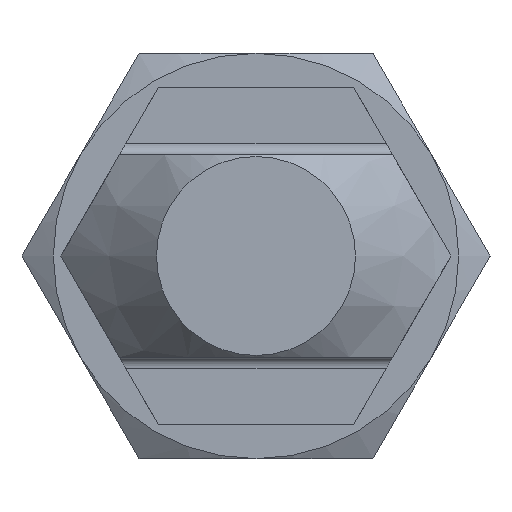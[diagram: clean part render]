
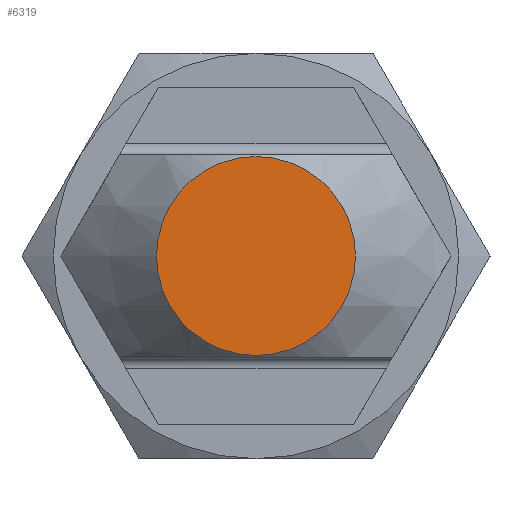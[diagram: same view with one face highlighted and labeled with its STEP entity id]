
A CAD part, left-side view. The second image highlights one B-rep face of the part: STEP entity #6319.
In plain terms, the highlighted face is planar.
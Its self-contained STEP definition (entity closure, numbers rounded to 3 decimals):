
#882 = FACE_OUTER_BOUND ( 'NONE', #2509, .T. ) ;
#1582 = DIRECTION ( 'NONE',  ( 1., 0., 0. ) ) ;
#1663 = DIRECTION ( 'NONE',  ( 0., 0., -1. ) ) ;
#1797 = DIRECTION ( 'NONE',  ( 0., 0., 1. ) ) ;
#1925 = AXIS2_PLACEMENT_3D ( 'NONE', #2321, #5507, #1797 ) ;
#2321 = CARTESIAN_POINT ( 'NONE',  ( 6.985, 0., 0. ) ) ;
#2509 = EDGE_LOOP ( 'NONE', ( #4079 ) ) ;
#3403 = EDGE_CURVE ( 'NONE', #6709, #6709, #4627, .T. ) ;
#4079 = ORIENTED_EDGE ( 'NONE', *, *, #3403, .F. ) ;
#4627 = CIRCLE ( 'NONE', #1925, 2.338 ) ;
#4947 = AXIS2_PLACEMENT_3D ( 'NONE', #5851, #1582, #1663 ) ;
#5323 = PLANE ( 'NONE',  #4947 ) ;
#5507 = DIRECTION ( 'NONE',  ( -1., 0., 0. ) ) ;
#5851 = CARTESIAN_POINT ( 'NONE',  ( 6.985, 0., 0. ) ) ;
#6319 = ADVANCED_FACE ( 'NONE', ( #882 ), #5323, .T. ) ;
#6367 = CARTESIAN_POINT ( 'NONE',  ( 6.985, 0., 2.338 ) ) ;
#6709 = VERTEX_POINT ( 'NONE', #6367 ) ;
